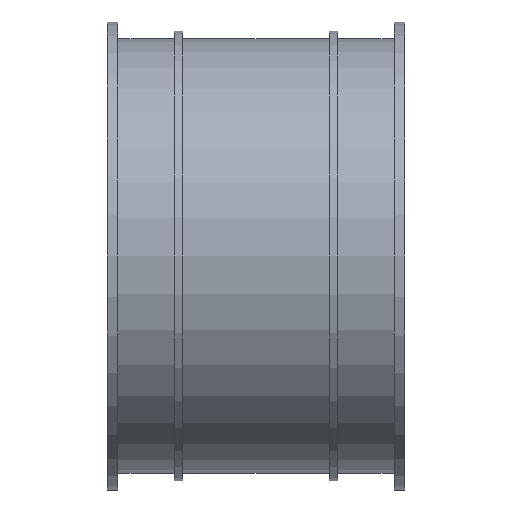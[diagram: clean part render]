
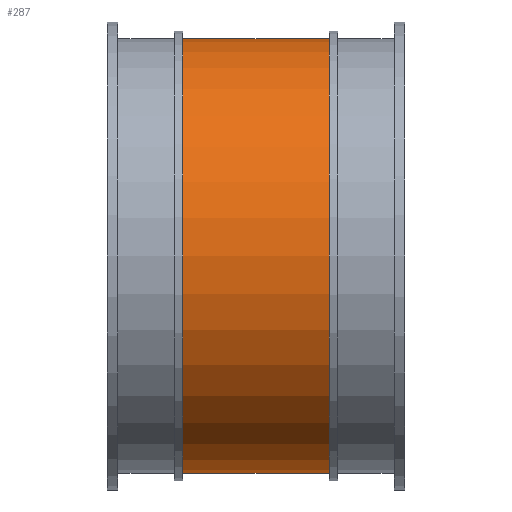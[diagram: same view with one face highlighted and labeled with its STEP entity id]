
A CAD part, left-side view. The second image highlights one B-rep face of the part: STEP entity #287.
In plain terms, the highlighted cylindrical face has radius 28.8 mm (diameter 57.6 mm), a partial arc.
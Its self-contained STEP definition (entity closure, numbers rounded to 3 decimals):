
#154 = VECTOR ( 'NONE', #3806, 1000. ) ;
#192 = DIRECTION ( 'NONE',  ( 0., -1., 0. ) ) ;
#251 = DIRECTION ( 'NONE',  ( 0., 0., 1. ) ) ;
#281 = ORIENTED_EDGE ( 'NONE', *, *, #293, .F. ) ;
#287 = ADVANCED_FACE ( 'NONE', ( #2063 ), #4032, .T. ) ;
#293 = EDGE_CURVE ( 'NONE', #3229, #2852, #2856, .T. ) ;
#558 = EDGE_CURVE ( 'NONE', #2852, #3990, #1261, .T. ) ;
#624 = CARTESIAN_POINT ( 'NONE',  ( 0., 29.4, 0. ) ) ;
#721 = LINE ( 'NONE', #792, #154 ) ;
#792 = CARTESIAN_POINT ( 'NONE',  ( 0., 29.4, -28.8 ) ) ;
#1211 = ORIENTED_EDGE ( 'NONE', *, *, #558, .F. ) ;
#1261 = LINE ( 'NONE', #3161, #1919 ) ;
#1292 = EDGE_CURVE ( 'NONE', #3229, #2877, #721, .T. ) ;
#1688 = DIRECTION ( 'NONE',  ( 0., 0., -1. ) ) ;
#1904 = CARTESIAN_POINT ( 'NONE',  ( 0., 10., 28.8 ) ) ;
#1919 = VECTOR ( 'NONE', #192, 1000. ) ;
#2063 = FACE_OUTER_BOUND ( 'NONE', #2714, .T. ) ;
#2136 = CARTESIAN_POINT ( 'NONE',  ( 0., 29.4, 0. ) ) ;
#2620 = AXIS2_PLACEMENT_3D ( 'NONE', #624, #3953, #1688 ) ;
#2673 = DIRECTION ( 'NONE',  ( 0., 1., 0. ) ) ;
#2714 = EDGE_LOOP ( 'NONE', ( #1211, #281, #4831, #4087 ) ) ;
#2833 = EDGE_CURVE ( 'NONE', #2877, #3990, #4899, .T. ) ;
#2852 = VERTEX_POINT ( 'NONE', #2992 ) ;
#2856 = CIRCLE ( 'NONE', #3658, 28.8 ) ;
#2877 = VERTEX_POINT ( 'NONE', #4525 ) ;
#2980 = CARTESIAN_POINT ( 'NONE',  ( 0., 29.4, -28.8 ) ) ;
#2992 = CARTESIAN_POINT ( 'NONE',  ( 0., 29.4, 28.8 ) ) ;
#3035 = DIRECTION ( 'NONE',  ( 0., 0., 1. ) ) ;
#3161 = CARTESIAN_POINT ( 'NONE',  ( 0., 29.4, 28.8 ) ) ;
#3217 = AXIS2_PLACEMENT_3D ( 'NONE', #4570, #2673, #3035 ) ;
#3229 = VERTEX_POINT ( 'NONE', #2980 ) ;
#3569 = DIRECTION ( 'NONE',  ( 0., 1., 0. ) ) ;
#3658 = AXIS2_PLACEMENT_3D ( 'NONE', #2136, #3569, #251 ) ;
#3806 = DIRECTION ( 'NONE',  ( 0., -1., 0. ) ) ;
#3953 = DIRECTION ( 'NONE',  ( 0., -1., 0. ) ) ;
#3990 = VERTEX_POINT ( 'NONE', #1904 ) ;
#4032 = CYLINDRICAL_SURFACE ( 'NONE', #2620, 28.8 ) ;
#4087 = ORIENTED_EDGE ( 'NONE', *, *, #2833, .T. ) ;
#4525 = CARTESIAN_POINT ( 'NONE',  ( 0., 10., -28.8 ) ) ;
#4570 = CARTESIAN_POINT ( 'NONE',  ( 0., 10., 0. ) ) ;
#4831 = ORIENTED_EDGE ( 'NONE', *, *, #1292, .T. ) ;
#4899 = CIRCLE ( 'NONE', #3217, 28.8 ) ;
